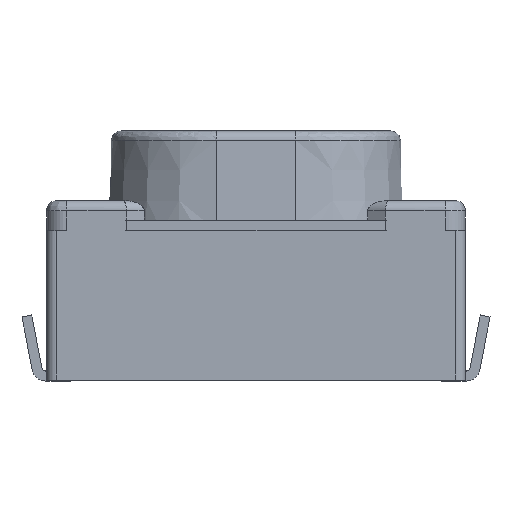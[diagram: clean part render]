
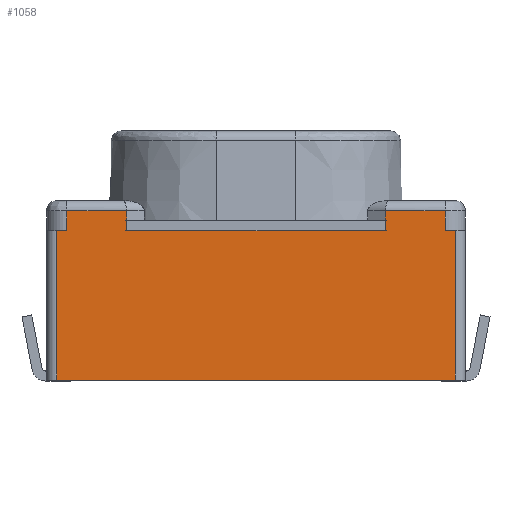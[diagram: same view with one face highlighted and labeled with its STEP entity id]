
A CAD part, front view. The second image highlights one B-rep face of the part: STEP entity #1058.
In plain terms, the highlighted planar face has unit normal (0, -1, 0).
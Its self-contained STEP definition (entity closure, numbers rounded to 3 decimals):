
#250 = VERTEX_POINT ( 'NONE', #2179 ) ;
#265 = CARTESIAN_POINT ( 'NONE',  ( -2.1, -1.6, 1.51 ) ) ;
#361 = VERTEX_POINT ( 'NONE', #4415 ) ;
#413 = CARTESIAN_POINT ( 'NONE',  ( 1.9, -1.6, 1.71 ) ) ;
#554 = LINE ( 'NONE', #3783, #2020 ) ;
#621 = EDGE_CURVE ( 'NONE', #6761, #361, #554, .T. ) ;
#736 = ORIENTED_EDGE ( 'NONE', *, *, #6687, .F. ) ;
#757 = EDGE_CURVE ( 'NONE', #3116, #3427, #1338, .T. ) ;
#849 = EDGE_CURVE ( 'NONE', #1670, #1840, #4477, .T. ) ;
#936 = DIRECTION ( 'NONE',  ( 0., 0., 1. ) ) ;
#1058 = ADVANCED_FACE ( 'NONE', ( #4954 ), #6121, .F. ) ;
#1088 = CARTESIAN_POINT ( 'NONE',  ( -2., -1.6, 0.01 ) ) ;
#1162 = VECTOR ( 'NONE', #2895, 1000. ) ;
#1184 = CARTESIAN_POINT ( 'NONE',  ( -1.9, -1.6, 1.51 ) ) ;
#1219 = ORIENTED_EDGE ( 'NONE', *, *, #5648, .F. ) ;
#1312 = CARTESIAN_POINT ( 'NONE',  ( -1.3, -1.6, 1.51 ) ) ;
#1338 = LINE ( 'NONE', #6572, #4663 ) ;
#1359 = LINE ( 'NONE', #2458, #3193 ) ;
#1376 = CARTESIAN_POINT ( 'NONE',  ( -2.1, -1.6, 1.71 ) ) ;
#1401 = DIRECTION ( 'NONE',  ( -1., 0., 0. ) ) ;
#1411 = DIRECTION ( 'NONE',  ( 1., 0., 0. ) ) ;
#1471 = CARTESIAN_POINT ( 'NONE',  ( 1.3, -1.6, 1.51 ) ) ;
#1670 = VERTEX_POINT ( 'NONE', #2279 ) ;
#1705 = ORIENTED_EDGE ( 'NONE', *, *, #757, .F. ) ;
#1785 = ORIENTED_EDGE ( 'NONE', *, *, #4767, .F. ) ;
#1817 = DIRECTION ( 'NONE',  ( 1., 0., 0. ) ) ;
#1840 = VERTEX_POINT ( 'NONE', #5790 ) ;
#1884 = LINE ( 'NONE', #2332, #3345 ) ;
#1910 = ORIENTED_EDGE ( 'NONE', *, *, #2760, .F. ) ;
#1929 = DIRECTION ( 'NONE',  ( 1., 0., 0. ) ) ;
#2020 = VECTOR ( 'NONE', #6370, 1000. ) ;
#2179 = CARTESIAN_POINT ( 'NONE',  ( 1.3, -1.6, 1.51 ) ) ;
#2195 = CARTESIAN_POINT ( 'NONE',  ( 0., -1.6, 0.01 ) ) ;
#2199 = CARTESIAN_POINT ( 'NONE',  ( 1.3, -1.6, 1.71 ) ) ;
#2279 = CARTESIAN_POINT ( 'NONE',  ( -1.9, -1.6, 1.71 ) ) ;
#2328 = DIRECTION ( 'NONE',  ( 0., 1., 0. ) ) ;
#2332 = CARTESIAN_POINT ( 'NONE',  ( -2.1, -1.6, 1.51 ) ) ;
#2401 = CARTESIAN_POINT ( 'NONE',  ( 2., -1.6, 1.51 ) ) ;
#2458 = CARTESIAN_POINT ( 'NONE',  ( -1.3, -1.6, 1.51 ) ) ;
#2483 = LINE ( 'NONE', #4137, #2532 ) ;
#2504 = CARTESIAN_POINT ( 'NONE',  ( -2.1, -1.6, 1.71 ) ) ;
#2530 = LINE ( 'NONE', #1471, #4521 ) ;
#2532 = VECTOR ( 'NONE', #936, 1000. ) ;
#2741 = DIRECTION ( 'NONE',  ( -1., 0., 0. ) ) ;
#2760 = EDGE_CURVE ( 'NONE', #6042, #1670, #6575, .T. ) ;
#2780 = CARTESIAN_POINT ( 'NONE',  ( -2., -1.6, 1.51 ) ) ;
#2812 = EDGE_CURVE ( 'NONE', #5046, #250, #5819, .T. ) ;
#2895 = DIRECTION ( 'NONE',  ( 0., 0., 1. ) ) ;
#3002 = VERTEX_POINT ( 'NONE', #2199 ) ;
#3057 = VERTEX_POINT ( 'NONE', #2780 ) ;
#3116 = VERTEX_POINT ( 'NONE', #413 ) ;
#3193 = VECTOR ( 'NONE', #6626, 1000. ) ;
#3345 = VECTOR ( 'NONE', #1817, 1000. ) ;
#3424 = VECTOR ( 'NONE', #2741, 1000. ) ;
#3427 = VERTEX_POINT ( 'NONE', #5338 ) ;
#3525 = VECTOR ( 'NONE', #6046, 1000. ) ;
#3579 = EDGE_CURVE ( 'NONE', #3057, #6042, #1884, .T. ) ;
#3675 = VECTOR ( 'NONE', #4723, 1000. ) ;
#3715 = ORIENTED_EDGE ( 'NONE', *, *, #5887, .F. ) ;
#3783 = CARTESIAN_POINT ( 'NONE',  ( 2., -1.6, 1.51 ) ) ;
#3881 = ORIENTED_EDGE ( 'NONE', *, *, #2812, .F. ) ;
#3998 = VECTOR ( 'NONE', #1929, 1000. ) ;
#4137 = CARTESIAN_POINT ( 'NONE',  ( -2., -1.6, 1.51 ) ) ;
#4159 = EDGE_CURVE ( 'NONE', #3002, #3116, #5545, .T. ) ;
#4185 = DIRECTION ( 'NONE',  ( 0., 0., 1. ) ) ;
#4407 = DIRECTION ( 'NONE',  ( 0., 0., -1. ) ) ;
#4415 = CARTESIAN_POINT ( 'NONE',  ( 2., -1.6, 0.01 ) ) ;
#4477 = LINE ( 'NONE', #1376, #3998 ) ;
#4521 = VECTOR ( 'NONE', #4185, 1000. ) ;
#4576 = VECTOR ( 'NONE', #1411, 1000. ) ;
#4663 = VECTOR ( 'NONE', #4407, 1000. ) ;
#4709 = EDGE_LOOP ( 'NONE', ( #5863, #1219, #3881, #1785, #5067, #1910, #6385, #5263, #736, #6593, #3715, #1705 ) ) ;
#4723 = DIRECTION ( 'NONE',  ( 1., 0., 0. ) ) ;
#4767 = EDGE_CURVE ( 'NONE', #1840, #5046, #1359, .T. ) ;
#4954 = FACE_OUTER_BOUND ( 'NONE', #4709, .T. ) ;
#5027 = LINE ( 'NONE', #265, #3525 ) ;
#5046 = VERTEX_POINT ( 'NONE', #1312 ) ;
#5067 = ORIENTED_EDGE ( 'NONE', *, *, #849, .F. ) ;
#5263 = ORIENTED_EDGE ( 'NONE', *, *, #6219, .F. ) ;
#5309 = CARTESIAN_POINT ( 'NONE',  ( -2.1, -1.6, 1.51 ) ) ;
#5338 = CARTESIAN_POINT ( 'NONE',  ( 1.9, -1.6, 1.51 ) ) ;
#5438 = AXIS2_PLACEMENT_3D ( 'NONE', #5536, #2328, #1401 ) ;
#5536 = CARTESIAN_POINT ( 'NONE',  ( -2.1, -1.6, 1.51 ) ) ;
#5545 = LINE ( 'NONE', #2504, #4576 ) ;
#5629 = VERTEX_POINT ( 'NONE', #1088 ) ;
#5648 = EDGE_CURVE ( 'NONE', #250, #3002, #2530, .T. ) ;
#5789 = LINE ( 'NONE', #2195, #3424 ) ;
#5790 = CARTESIAN_POINT ( 'NONE',  ( -1.3, -1.6, 1.71 ) ) ;
#5819 = LINE ( 'NONE', #5309, #3675 ) ;
#5863 = ORIENTED_EDGE ( 'NONE', *, *, #4159, .F. ) ;
#5887 = EDGE_CURVE ( 'NONE', #3427, #6761, #5027, .T. ) ;
#6042 = VERTEX_POINT ( 'NONE', #1184 ) ;
#6046 = DIRECTION ( 'NONE',  ( 1., 0., 0. ) ) ;
#6121 = PLANE ( 'NONE',  #5438 ) ;
#6219 = EDGE_CURVE ( 'NONE', #5629, #3057, #2483, .T. ) ;
#6370 = DIRECTION ( 'NONE',  ( 0., 0., -1. ) ) ;
#6385 = ORIENTED_EDGE ( 'NONE', *, *, #3579, .F. ) ;
#6572 = CARTESIAN_POINT ( 'NONE',  ( 1.9, -1.6, 1.51 ) ) ;
#6575 = LINE ( 'NONE', #6647, #1162 ) ;
#6593 = ORIENTED_EDGE ( 'NONE', *, *, #621, .F. ) ;
#6626 = DIRECTION ( 'NONE',  ( 0., 0., -1. ) ) ;
#6647 = CARTESIAN_POINT ( 'NONE',  ( -1.9, -1.6, 1.51 ) ) ;
#6687 = EDGE_CURVE ( 'NONE', #361, #5629, #5789, .T. ) ;
#6761 = VERTEX_POINT ( 'NONE', #2401 ) ;
